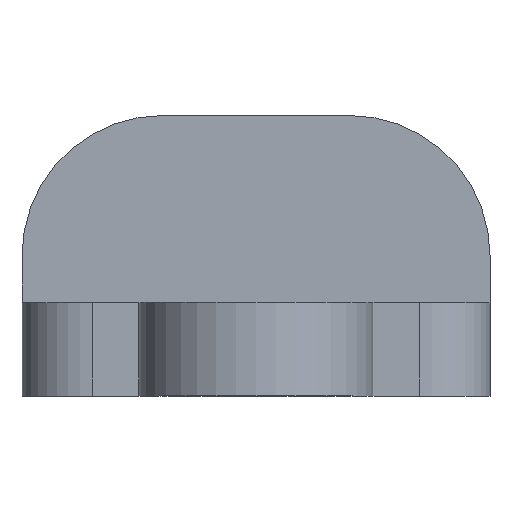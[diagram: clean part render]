
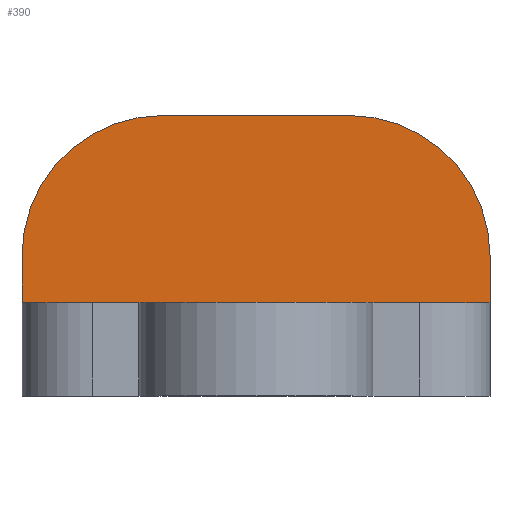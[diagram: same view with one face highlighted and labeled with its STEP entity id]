
A CAD part, top view. The second image highlights one B-rep face of the part: STEP entity #390.
In plain terms, the highlighted planar face has unit normal (0, 0, 1).
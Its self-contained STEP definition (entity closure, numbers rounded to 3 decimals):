
#40=PLANE('',#442);
#61=FACE_OUTER_BOUND('',#88,.T.);
#88=EDGE_LOOP('',(#347,#348,#349,#350,#351,#352));
#117=LINE('',#640,#152);
#122=LINE('',#655,#157);
#123=LINE('',#657,#158);
#124=LINE('',#658,#159);
#152=VECTOR('',#531,10.);
#157=VECTOR('',#546,10.);
#158=VECTOR('',#547,10.);
#159=VECTOR('',#548,10.);
#175=CIRCLE('',#436,30.);
#177=CIRCLE('',#441,30.);
#202=VERTEX_POINT('',#630);
#203=VERTEX_POINT('',#632);
#205=VERTEX_POINT('',#638);
#209=VERTEX_POINT('',#650);
#210=VERTEX_POINT('',#654);
#211=VERTEX_POINT('',#656);
#247=EDGE_CURVE('',#202,#203,#175,.T.);
#251=EDGE_CURVE('',#205,#202,#117,.T.);
#256=EDGE_CURVE('',#209,#205,#177,.T.);
#258=EDGE_CURVE('',#210,#209,#122,.T.);
#259=EDGE_CURVE('',#211,#210,#123,.T.);
#260=EDGE_CURVE('',#211,#203,#124,.T.);
#347=ORIENTED_EDGE('',*,*,#247,.F.);
#348=ORIENTED_EDGE('',*,*,#251,.F.);
#349=ORIENTED_EDGE('',*,*,#256,.F.);
#350=ORIENTED_EDGE('',*,*,#258,.F.);
#351=ORIENTED_EDGE('',*,*,#259,.F.);
#352=ORIENTED_EDGE('',*,*,#260,.T.);
#390=ADVANCED_FACE('',(#61),#40,.T.);
#436=AXIS2_PLACEMENT_3D('',#633,#524,#525);
#441=AXIS2_PLACEMENT_3D('',#651,#541,#542);
#442=AXIS2_PLACEMENT_3D('',#653,#544,#545);
#524=DIRECTION('center_axis',(0.,0.,-1.));
#525=DIRECTION('ref_axis',(0.707,0.707,0.));
#531=DIRECTION('',(1.,0.,0.));
#541=DIRECTION('center_axis',(0.,0.,-1.));
#542=DIRECTION('ref_axis',(-0.707,0.707,0.));
#544=DIRECTION('center_axis',(0.,0.,1.));
#545=DIRECTION('ref_axis',(1.,0.,0.));
#546=DIRECTION('',(0.,1.,0.));
#547=DIRECTION('',(-1.,0.,0.));
#548=DIRECTION('',(0.,1.,0.));
#630=CARTESIAN_POINT('',(70.,60.,20.));
#632=CARTESIAN_POINT('',(100.,30.,20.));
#633=CARTESIAN_POINT('Origin',(70.,30.,20.));
#638=CARTESIAN_POINT('',(30.,60.,20.));
#640=CARTESIAN_POINT('',(100.,60.,20.));
#650=CARTESIAN_POINT('',(0.,30.,20.));
#651=CARTESIAN_POINT('Origin',(30.,30.,20.));
#653=CARTESIAN_POINT('Origin',(0.,0.,20.));
#654=CARTESIAN_POINT('',(0.,0.,20.));
#655=CARTESIAN_POINT('',(0.,0.,20.));
#656=CARTESIAN_POINT('',(100.,0.,20.));
#657=CARTESIAN_POINT('',(100.,0.,20.));
#658=CARTESIAN_POINT('',(100.,0.,20.));
